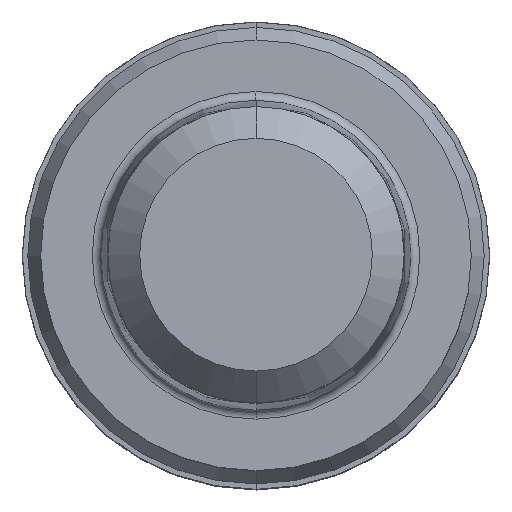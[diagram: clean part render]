
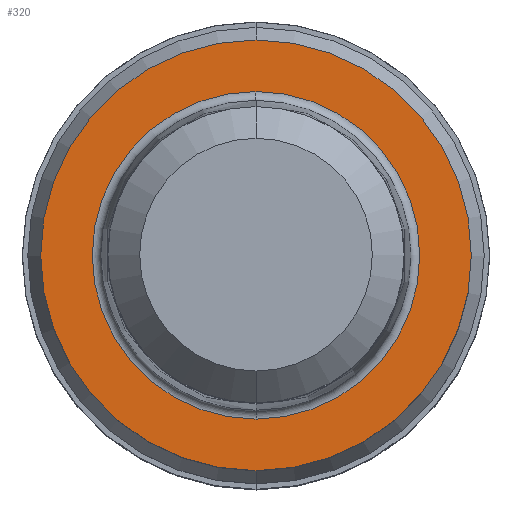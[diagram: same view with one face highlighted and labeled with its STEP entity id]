
A CAD part, top view. The second image highlights one B-rep face of the part: STEP entity #320.
In plain terms, the highlighted planar face has unit normal (0, 0, 1).
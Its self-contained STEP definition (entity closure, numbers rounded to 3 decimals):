
#178=EDGE_CURVE('',#264,#326,#483,.T.);
#180=VERTEX_POINT('',#485);
#210=EDGE_CURVE('',#252,#180,#517,.T.);
#252=VERTEX_POINT('',#563);
#264=VERTEX_POINT('',#577);
#272=EDGE_CURVE('',#326,#264,#585,.T.);
#320=ADVANCED_FACE('',(#642,#643),#644,.T.);
#326=VERTEX_POINT('',#650);
#444=EDGE_CURVE('',#180,#252,#783,.T.);
#483=CIRCLE('',#822,4.45);
#485=CARTESIAN_POINT('',(0.,-5.85,0.01));
#517=CIRCLE('',#868,5.85);
#563=CARTESIAN_POINT('',(0.0,5.85,0.01));
#577=CARTESIAN_POINT('',(0.,-4.45,0.01));
#585=CIRCLE('',#952,4.45);
#642=FACE_OUTER_BOUND('',#1023,.T.);
#643=FACE_BOUND('',#1024,.T.);
#644=PLANE('',#1025);
#650=CARTESIAN_POINT('',(0.0,4.45,0.01));
#783=CIRCLE('',#1204,5.85);
#822=AXIS2_PLACEMENT_3D('',#1235,#1236,#1237);
#868=AXIS2_PLACEMENT_3D('',#1272,#1273,#1274);
#952=AXIS2_PLACEMENT_3D('',#1352,#1353,#1354);
#1023=EDGE_LOOP('',(#1434,#1435));
#1024=EDGE_LOOP('',(#1436,#1437));
#1025=AXIS2_PLACEMENT_3D('',#1438,#1439,#1440);
#1204=AXIS2_PLACEMENT_3D('',#1606,#1607,#1608);
#1235=CARTESIAN_POINT('',(0.0,0.0,0.01));
#1236=DIRECTION('',(0.0,0.0,-1.0));
#1237=DIRECTION('',(0.0,1.0,0.0));
#1272=CARTESIAN_POINT('',(0.0,0.0,0.01));
#1273=DIRECTION('',(0.0,0.0,-1.0));
#1274=DIRECTION('',(0.0,1.0,0.0));
#1352=CARTESIAN_POINT('',(0.0,0.0,0.01));
#1353=DIRECTION('',(0.0,0.0,-1.0));
#1354=DIRECTION('',(0.0,1.0,0.0));
#1434=ORIENTED_EDGE('',*,*,#210,.F.);
#1435=ORIENTED_EDGE('',*,*,#444,.F.);
#1436=ORIENTED_EDGE('',*,*,#272,.T.);
#1437=ORIENTED_EDGE('',*,*,#178,.T.);
#1438=CARTESIAN_POINT('',(0.0,2.925,0.01));
#1439=DIRECTION('',(-0.0,0.0,1.0));
#1440=DIRECTION('',(0.0,-1.0,0.0));
#1606=CARTESIAN_POINT('',(0.0,0.0,0.01));
#1607=DIRECTION('',(0.0,0.0,-1.0));
#1608=DIRECTION('',(0.0,1.0,0.0));
